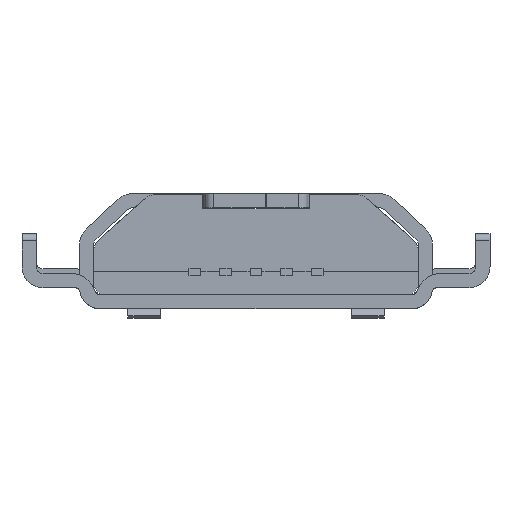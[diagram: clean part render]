
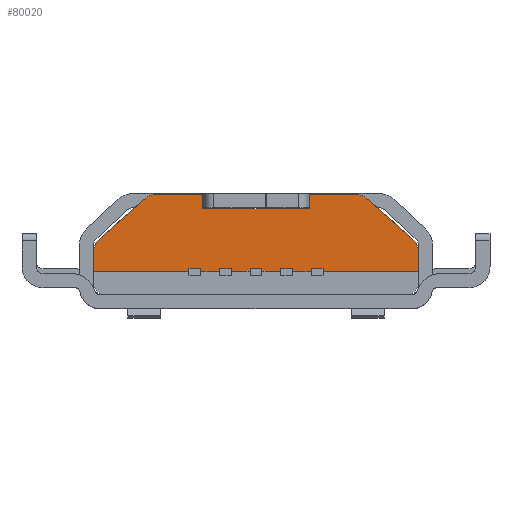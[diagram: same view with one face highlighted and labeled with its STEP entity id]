
A CAD part, front view. The second image highlights one B-rep face of the part: STEP entity #80020.
In plain terms, the highlighted planar face has unit normal (0, -1, 0).
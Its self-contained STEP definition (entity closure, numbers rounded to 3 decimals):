
#9190=CARTESIAN_POINT('',(-0.525,0.15,-0.365));
#9200=VERTEX_POINT('',#9190);
#9350=CARTESIAN_POINT('',(-0.775,0.15,-0.365));
#9360=VERTEX_POINT('',#9350);
#9390=CARTESIAN_POINT('',(0.,0.15,-0.365));
#9400=DIRECTION('',(-1.,0.,0.));
#9410=VECTOR('',#9400,1.);
#9420=LINE('',#9390,#9410);
#9430=EDGE_CURVE('',#9200,#9360,#9420,.T.);
#9570=CARTESIAN_POINT('',(-0.525,0.15,-0.415));
#9580=VERTEX_POINT('',#9570);
#9770=CARTESIAN_POINT('',(-0.525,0.15,0.));
#9780=DIRECTION('',(-0.,0.,-1.));
#9790=VECTOR('',#9780,1.);
#9800=LINE('',#9770,#9790);
#9810=EDGE_CURVE('',#9200,#9580,#9800,.T.);
#9970=CARTESIAN_POINT('',(-0.775,0.15,-0.415));
#9980=VERTEX_POINT('',#9970);
#10010=CARTESIAN_POINT('',(-0.775,0.15,0.));
#10020=DIRECTION('',(-0.,0.,1.));
#10030=VECTOR('',#10020,1.);
#10040=LINE('',#10010,#10030);
#10050=EDGE_CURVE('',#9980,#9360,#10040,.T.);
#23210=CARTESIAN_POINT('',(0.125,0.15,-0.415));
#23220=VERTEX_POINT('',#23210);
#23250=CARTESIAN_POINT('',(-3.45,0.15,-0.415));
#23260=DIRECTION('',(1.,0.,0.));
#23270=VECTOR('',#23260,6.9);
#23280=LINE('',#23250,#23270);
#23290=CARTESIAN_POINT('',(0.525,0.15,-0.415));
#23300=VERTEX_POINT('',#23290);
#23310=EDGE_CURVE('',#23220,#23300,#23280,.T.);
#23900=CARTESIAN_POINT('',(0.775,0.15,-0.415));
#23910=VERTEX_POINT('',#23900);
#24240=CARTESIAN_POINT('',(0.775,0.15,-0.365));
#24250=VERTEX_POINT('',#24240);
#24280=CARTESIAN_POINT('',(0.775,0.15,0.));
#24290=DIRECTION('',(-0.,0.,-1.));
#24300=VECTOR('',#24290,1.);
#24310=LINE('',#24280,#24300);
#24320=EDGE_CURVE('',#24250,#23910,#24310,.T.);
#38160=CARTESIAN_POINT('',(-1.175,0.15,-0.415));
#38170=VERTEX_POINT('',#38160);
#38200=EDGE_CURVE('',#38170,#9980,#23280,.T.);
#76590=CARTESIAN_POINT('',(-2.345,0.15,1.14));
#76600=DIRECTION('',(-0.75,0.,-0.662));
#76610=VECTOR('',#76600,1.316);
#76620=LINE('',#76590,#76610);
#76630=CARTESIAN_POINT('',(-2.345,0.15,1.14));
#76640=VERTEX_POINT('',#76630);
#76650=CARTESIAN_POINT('',(-3.332,0.15,0.269));
#76660=VERTEX_POINT('',#76650);
#76670=EDGE_CURVE('',#76640,#76660,#76620,.T.);
#77620=CARTESIAN_POINT('',(2.147,0.15,1.215));
#77630=DIRECTION('',(-1.,0.,0.));
#77640=VECTOR('',#77630,4.293);
#77650=LINE('',#77620,#77640);
#77660=CARTESIAN_POINT('',(-1.13,0.15,1.215));
#77670=VERTEX_POINT('',#77660);
#77680=CARTESIAN_POINT('',(-2.147,0.15,1.215));
#77690=VERTEX_POINT('',#77680);
#77700=EDGE_CURVE('',#77670,#77690,#77650,.T.);
#78050=CARTESIAN_POINT('',(0.,0.15,1.215));
#78060=DIRECTION('',(0.,-1.,0.));
#78070=DIRECTION('',(1.,0.,0.));
#78080=AXIS2_PLACEMENT_3D('',#78050,#78060,#78070);
#78090=PLANE('',#78080);
#78100=CARTESIAN_POINT('',(1.425,0.15,0.));
#78110=DIRECTION('',(-0.,0.,-1.));
#78120=VECTOR('',#78110,1.);
#78130=LINE('',#78100,#78120);
#78140=CARTESIAN_POINT('',(1.425,0.15,-0.365));
#78150=VERTEX_POINT('',#78140);
#78160=CARTESIAN_POINT('',(1.425,0.15,-0.415));
#78170=VERTEX_POINT('',#78160);
#78180=EDGE_CURVE('',#78150,#78170,#78130,.T.);
#78190=ORIENTED_EDGE('',*,*,#78180,.T.);
#78200=CARTESIAN_POINT('',(0.,0.15,-0.365));
#78210=DIRECTION('',(-1.,0.,0.));
#78220=VECTOR('',#78210,1.);
#78230=LINE('',#78200,#78220);
#78240=CARTESIAN_POINT('',(1.175,0.15,-0.365));
#78250=VERTEX_POINT('',#78240);
#78260=EDGE_CURVE('',#78150,#78250,#78230,.T.);
#78270=ORIENTED_EDGE('',*,*,#78260,.F.);
#78280=CARTESIAN_POINT('',(1.175,0.15,0.));
#78290=DIRECTION('',(-0.,0.,1.));
#78300=VECTOR('',#78290,1.);
#78310=LINE('',#78280,#78300);
#78320=CARTESIAN_POINT('',(1.175,0.15,-0.415));
#78330=VERTEX_POINT('',#78320);
#78340=EDGE_CURVE('',#78330,#78250,#78310,.T.);
#78350=ORIENTED_EDGE('',*,*,#78340,.T.);
#78360=EDGE_CURVE('',#23910,#78330,#23280,.T.);
#78370=ORIENTED_EDGE('',*,*,#78360,.T.);
#78380=ORIENTED_EDGE('',*,*,#24320,.T.);
#78390=CARTESIAN_POINT('',(0.,0.15,-0.365));
#78400=DIRECTION('',(-1.,0.,0.));
#78410=VECTOR('',#78400,1.);
#78420=LINE('',#78390,#78410);
#78430=CARTESIAN_POINT('',(0.525,0.15,-0.365));
#78440=VERTEX_POINT('',#78430);
#78450=EDGE_CURVE('',#24250,#78440,#78420,.T.);
#78460=ORIENTED_EDGE('',*,*,#78450,.F.);
#78470=CARTESIAN_POINT('',(0.525,0.15,0.));
#78480=DIRECTION('',(-0.,0.,1.));
#78490=VECTOR('',#78480,1.);
#78500=LINE('',#78470,#78490);
#78510=EDGE_CURVE('',#23300,#78440,#78500,.T.);
#78520=ORIENTED_EDGE('',*,*,#78510,.T.);
#78530=ORIENTED_EDGE('',*,*,#23310,.T.);
#78540=CARTESIAN_POINT('',(0.125,0.15,0.));
#78550=DIRECTION('',(-0.,0.,-1.));
#78560=VECTOR('',#78550,1.);
#78570=LINE('',#78540,#78560);
#78580=CARTESIAN_POINT('',(0.125,0.15,-0.365));
#78590=VERTEX_POINT('',#78580);
#78600=EDGE_CURVE('',#78590,#23220,#78570,.T.);
#78610=ORIENTED_EDGE('',*,*,#78600,.T.);
#78620=CARTESIAN_POINT('',(0.,0.15,-0.365));
#78630=DIRECTION('',(-1.,0.,0.));
#78640=VECTOR('',#78630,1.);
#78650=LINE('',#78620,#78640);
#78660=CARTESIAN_POINT('',(-0.125,0.15,-0.365));
#78670=VERTEX_POINT('',#78660);
#78680=EDGE_CURVE('',#78590,#78670,#78650,.T.);
#78690=ORIENTED_EDGE('',*,*,#78680,.F.);
#78700=CARTESIAN_POINT('',(-0.125,0.15,0.));
#78710=DIRECTION('',(-0.,0.,1.));
#78720=VECTOR('',#78710,1.);
#78730=LINE('',#78700,#78720);
#78740=CARTESIAN_POINT('',(-0.125,0.15,-0.415));
#78750=VERTEX_POINT('',#78740);
#78760=EDGE_CURVE('',#78750,#78670,#78730,.T.);
#78770=ORIENTED_EDGE('',*,*,#78760,.T.);
#78780=EDGE_CURVE('',#9580,#78750,#23280,.T.);
#78790=ORIENTED_EDGE('',*,*,#78780,.T.);
#78800=ORIENTED_EDGE('',*,*,#9810,.T.);
#78810=ORIENTED_EDGE('',*,*,#9430,.F.);
#78820=ORIENTED_EDGE('',*,*,#10050,.T.);
#78830=ORIENTED_EDGE('',*,*,#38200,.T.);
#78840=CARTESIAN_POINT('',(-1.175,0.15,0.));
#78850=DIRECTION('',(-0.,0.,-1.));
#78860=VECTOR('',#78850,1.);
#78870=LINE('',#78840,#78860);
#78880=CARTESIAN_POINT('',(-1.175,0.15,-0.365));
#78890=VERTEX_POINT('',#78880);
#78900=EDGE_CURVE('',#78890,#38170,#78870,.T.);
#78910=ORIENTED_EDGE('',*,*,#78900,.T.);
#78920=CARTESIAN_POINT('',(0.,0.15,-0.365));
#78930=DIRECTION('',(-1.,0.,0.));
#78940=VECTOR('',#78930,1.);
#78950=LINE('',#78920,#78940);
#78960=CARTESIAN_POINT('',(-1.425,0.15,-0.365));
#78970=VERTEX_POINT('',#78960);
#78980=EDGE_CURVE('',#78890,#78970,#78950,.T.);
#78990=ORIENTED_EDGE('',*,*,#78980,.F.);
#79000=CARTESIAN_POINT('',(-1.425,0.15,0.));
#79010=DIRECTION('',(-0.,0.,1.));
#79020=VECTOR('',#79010,1.);
#79030=LINE('',#79000,#79020);
#79040=CARTESIAN_POINT('',(-1.425,0.15,-0.415));
#79050=VERTEX_POINT('',#79040);
#79060=EDGE_CURVE('',#79050,#78970,#79030,.T.);
#79070=ORIENTED_EDGE('',*,*,#79060,.T.);
#79080=CARTESIAN_POINT('',(-3.45,0.15,-0.415));
#79090=VERTEX_POINT('',#79080);
#79100=EDGE_CURVE('',#79090,#79050,#23280,.T.);
#79110=ORIENTED_EDGE('',*,*,#79100,.T.);
#79120=CARTESIAN_POINT('',(-3.45,0.15,0.007));
#79130=DIRECTION('',(0.,0.,-1.));
#79140=VECTOR('',#79130,0.422);
#79150=LINE('',#79120,#79140);
#79160=CARTESIAN_POINT('',(-3.45,0.15,0.007));
#79170=VERTEX_POINT('',#79160);
#79180=EDGE_CURVE('',#79170,#79090,#79150,.T.);
#79190=ORIENTED_EDGE('',*,*,#79180,.T.);
#79200=CARTESIAN_POINT('',(-3.1,0.15,0.007));
#79210=DIRECTION('',(0.,-1.,0.));
#79220=DIRECTION('',(-0.662,0.,0.75));
#79230=AXIS2_PLACEMENT_3D('',#79200,#79210,#79220);
#79240=CIRCLE('',#79230,0.35);
#79250=EDGE_CURVE('',#76660,#79170,#79240,.T.);
#79260=ORIENTED_EDGE('',*,*,#79250,.T.);
#79270=ORIENTED_EDGE('',*,*,#76670,.T.);
#79280=CARTESIAN_POINT('',(-2.147,0.15,0.915));
#79290=DIRECTION('',(0.,-1.,0.));
#79300=DIRECTION('',(0.,0.,1.));
#79310=AXIS2_PLACEMENT_3D('',#79280,#79290,#79300);
#79320=CIRCLE('',#79310,0.3);
#79330=EDGE_CURVE('',#77690,#76640,#79320,.T.);
#79340=ORIENTED_EDGE('',*,*,#79330,.T.);
#79350=ORIENTED_EDGE('',*,*,#77700,.T.);
#79360=CARTESIAN_POINT('',(-1.13,0.15,0.));
#79370=DIRECTION('',(0.,0.,-1.));
#79380=VECTOR('',#79370,1.);
#79390=LINE('',#79360,#79380);
#79400=CARTESIAN_POINT('',(-1.13,0.15,0.915));
#79410=VERTEX_POINT('',#79400);
#79420=EDGE_CURVE('',#77670,#79410,#79390,.T.);
#79430=ORIENTED_EDGE('',*,*,#79420,.F.);
#79440=CARTESIAN_POINT('',(0.,0.15,0.915));
#79450=DIRECTION('',(-1.,0.,0.));
#79460=VECTOR('',#79450,1.);
#79470=LINE('',#79440,#79460);
#79480=CARTESIAN_POINT('',(1.13,0.15,0.915));
#79490=VERTEX_POINT('',#79480);
#79500=EDGE_CURVE('',#79490,#79410,#79470,.T.);
#79510=ORIENTED_EDGE('',*,*,#79500,.T.);
#79520=CARTESIAN_POINT('',(1.13,0.15,0.));
#79530=DIRECTION('',(0.,0.,1.));
#79540=VECTOR('',#79530,1.);
#79550=LINE('',#79520,#79540);
#79560=CARTESIAN_POINT('',(1.13,0.15,1.215));
#79570=VERTEX_POINT('',#79560);
#79580=EDGE_CURVE('',#79490,#79570,#79550,.T.);
#79590=ORIENTED_EDGE('',*,*,#79580,.F.);
#79600=CARTESIAN_POINT('',(2.147,0.15,1.215));
#79610=VERTEX_POINT('',#79600);
#79620=EDGE_CURVE('',#79610,#79570,#77650,.T.);
#79630=ORIENTED_EDGE('',*,*,#79620,.T.);
#79640=CARTESIAN_POINT('',(2.147,0.15,0.915));
#79650=DIRECTION('',(0.,-1.,0.));
#79660=DIRECTION('',(0.662,0.,0.75));
#79670=AXIS2_PLACEMENT_3D('',#79640,#79650,#79660);
#79680=CIRCLE('',#79670,0.3);
#79690=CARTESIAN_POINT('',(2.345,0.15,1.14));
#79700=VERTEX_POINT('',#79690);
#79710=EDGE_CURVE('',#79700,#79610,#79680,.T.);
#79720=ORIENTED_EDGE('',*,*,#79710,.T.);
#79730=CARTESIAN_POINT('',(3.332,0.15,0.269));
#79740=DIRECTION('',(-0.75,0.,0.662));
#79750=VECTOR('',#79740,1.316);
#79760=LINE('',#79730,#79750);
#79770=CARTESIAN_POINT('',(3.332,0.15,0.269));
#79780=VERTEX_POINT('',#79770);
#79790=EDGE_CURVE('',#79780,#79700,#79760,.T.);
#79800=ORIENTED_EDGE('',*,*,#79790,.T.);
#79810=CARTESIAN_POINT('',(3.1,0.15,0.007));
#79820=DIRECTION('',(0.,-1.,0.));
#79830=DIRECTION('',(1.,0.,0.));
#79840=AXIS2_PLACEMENT_3D('',#79810,#79820,#79830);
#79850=CIRCLE('',#79840,0.35);
#79860=CARTESIAN_POINT('',(3.45,0.15,0.007));
#79870=VERTEX_POINT('',#79860);
#79880=EDGE_CURVE('',#79870,#79780,#79850,.T.);
#79890=ORIENTED_EDGE('',*,*,#79880,.T.);
#79900=CARTESIAN_POINT('',(3.45,0.15,-0.415));
#79910=DIRECTION('',(0.,0.,1.));
#79920=VECTOR('',#79910,0.422);
#79930=LINE('',#79900,#79920);
#79940=CARTESIAN_POINT('',(3.45,0.15,-0.415));
#79950=VERTEX_POINT('',#79940);
#79960=EDGE_CURVE('',#79950,#79870,#79930,.T.);
#79970=ORIENTED_EDGE('',*,*,#79960,.T.);
#79980=EDGE_CURVE('',#78170,#79950,#23280,.T.);
#79990=ORIENTED_EDGE('',*,*,#79980,.T.);
#80000=EDGE_LOOP('',(#79990,#79970,#79890,#79800,#79720,#79630,#79590,
#79510,#79430,#79350,#79340,#79270,#79260,#79190,#79110,#79070,#78990,
#78910,#78830,#78820,#78810,#78800,#78790,#78770,#78690,#78610,#78530,
#78520,#78460,#78380,#78370,#78350,#78270,#78190));
#80010=FACE_OUTER_BOUND('',#80000,.T.);
#80020=ADVANCED_FACE('',(#80010),#78090,.T.);
